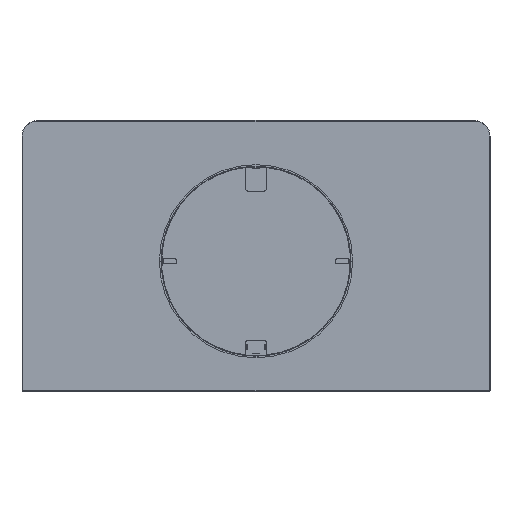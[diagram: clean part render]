
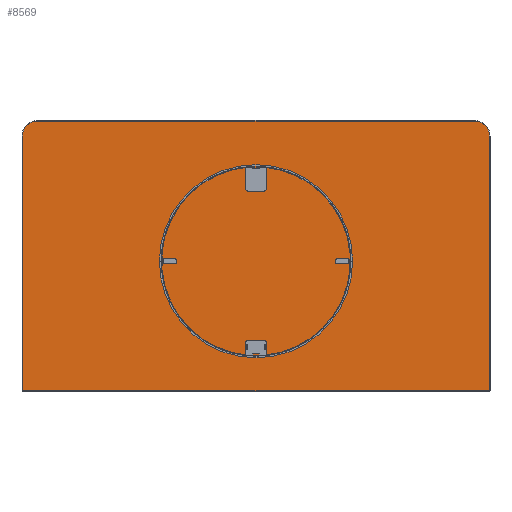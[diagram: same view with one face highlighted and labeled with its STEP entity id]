
A CAD part, front view. The second image highlights one B-rep face of the part: STEP entity #8569.
In plain terms, the highlighted planar face has unit normal (0, -1, 0).
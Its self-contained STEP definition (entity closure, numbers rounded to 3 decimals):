
#8252=DIRECTION('',(-1.,0.,0.));
#8253=VECTOR('',#8252,896.);
#8254=CARTESIAN_POINT('',(448.,-426.2,1.));
#8255=LINE('',#8254,#8253);
#8256=CARTESIAN_POINT('',(-419.,-426.2,519.));
#8257=CARTESIAN_POINT('',(-421.091,-426.2,519.));
#8258=CARTESIAN_POINT('',(-425.026,-426.2,
518.563));
#8259=CARTESIAN_POINT('',(-430.365,-426.2,
516.85));
#8260=CARTESIAN_POINT('',(-434.607,-426.2,
514.58));
#8261=CARTESIAN_POINT('',(-438.113,-426.2,
511.949));
#8262=CARTESIAN_POINT('',(-441.086,-426.2,
508.953));
#8263=CARTESIAN_POINT('',(-443.675,-426.2,
505.452));
#8264=CARTESIAN_POINT('',(-445.895,-426.2,
501.248));
#8265=CARTESIAN_POINT('',(-447.568,-426.2,
495.98));
#8266=CARTESIAN_POINT('',(-448.,-426.2,492.077));
#8267=CARTESIAN_POINT('',(-448.,-426.2,490.));
#8279=DIRECTION('',(0.,0.,-1.));
#8280=VECTOR('',#8279,489.);
#8281=CARTESIAN_POINT('',(-448.,-426.2,490.));
#8282=LINE('',#8281,#8280);
#8399=DIRECTION('',(0.,0.,1.));
#8400=VECTOR('',#8399,489.);
#8401=CARTESIAN_POINT('',(448.,-426.2,1.));
#8402=LINE('',#8401,#8400);
#8412=CARTESIAN_POINT('',(448.,-426.2,490.));
#8413=CARTESIAN_POINT('',(448.,-426.2,492.091));
#8414=CARTESIAN_POINT('',(447.563,-426.2,496.026));
#8415=CARTESIAN_POINT('',(445.85,-426.2,501.365));
#8416=CARTESIAN_POINT('',(443.58,-426.2,505.607));
#8417=CARTESIAN_POINT('',(440.949,-426.2,509.113));
#8418=CARTESIAN_POINT('',(437.953,-426.2,512.086));
#8419=CARTESIAN_POINT('',(434.452,-426.2,514.675));
#8420=CARTESIAN_POINT('',(430.248,-426.2,516.895));
#8421=CARTESIAN_POINT('',(424.98,-426.2,518.568));
#8422=CARTESIAN_POINT('',(421.077,-426.2,519.));
#8423=CARTESIAN_POINT('',(419.,-426.2,519.));
#8435=DIRECTION('',(-1.,0.,0.));
#8436=VECTOR('',#8435,838.);
#8437=CARTESIAN_POINT('',(419.,-426.2,519.));
#8438=LINE('',#8437,#8436);
#8525=VERTEX_POINT('',#8256);
#8526=VERTEX_POINT('',#8267);
#8531=CARTESIAN_POINT('',(-448.,-426.2,1.));
#8532=VERTEX_POINT('',#8531);
#8535=CARTESIAN_POINT('',(448.,-426.2,1.));
#8536=VERTEX_POINT('',#8535);
#8541=CARTESIAN_POINT('',(448.,-426.2,490.));
#8542=VERTEX_POINT('',#8541);
#8547=VERTEX_POINT('',#8423);
#8550=CARTESIAN_POINT('',(0.,-426.2,250.));
#8551=DIRECTION('',(0.,1.,0.));
#8552=DIRECTION('',(1.,0.,0.));
#8553=AXIS2_PLACEMENT_3D('',#8550,#8551,#8552);
#8554=PLANE('',#8553);
#8556=ORIENTED_EDGE('',*,*,#8555,.F.);
#8558=ORIENTED_EDGE('',*,*,#8557,.F.);
#8560=ORIENTED_EDGE('',*,*,#8559,.F.);
#8562=ORIENTED_EDGE('',*,*,#8561,.F.);
#8564=ORIENTED_EDGE('',*,*,#8563,.T.);
#8566=ORIENTED_EDGE('',*,*,#8565,.F.);
#8567=EDGE_LOOP('',(#8556,#8558,#8560,#8562,#8564,#8566));
#8568=FACE_OUTER_BOUND('',#8567,.F.);
#8569=ADVANCED_FACE('',(#8568),#8554,.F.);
#8268=B_SPLINE_CURVE_WITH_KNOTS('',3,(#8256,#8257,#8258,#8259,#8260,#8261,#8262,
#8263,#8264,#8265,#8266,#8267),.UNSPECIFIED.,.F.,.F.,(4,1,1,1,1,1,1,1,1,4),
(0.,0.111,0.222,0.333,0.444,
0.556,0.667,0.778,0.889,1.),
.UNSPECIFIED.);
#8424=B_SPLINE_CURVE_WITH_KNOTS('',3,(#8412,#8413,#8414,#8415,#8416,#8417,#8418,
#8419,#8420,#8421,#8422,#8423),.UNSPECIFIED.,.F.,.F.,(4,1,1,1,1,1,1,1,1,4),
(0.,0.111,0.222,0.333,0.444,
0.556,0.667,0.778,0.889,1.),
.UNSPECIFIED.);
#8555=EDGE_CURVE('',#8525,#8526,#8268,.T.);
#8557=EDGE_CURVE('',#8547,#8525,#8438,.T.);
#8559=EDGE_CURVE('',#8542,#8547,#8424,.T.);
#8561=EDGE_CURVE('',#8536,#8542,#8402,.T.);
#8563=EDGE_CURVE('',#8536,#8532,#8255,.T.);
#8565=EDGE_CURVE('',#8526,#8532,#8282,.T.);
